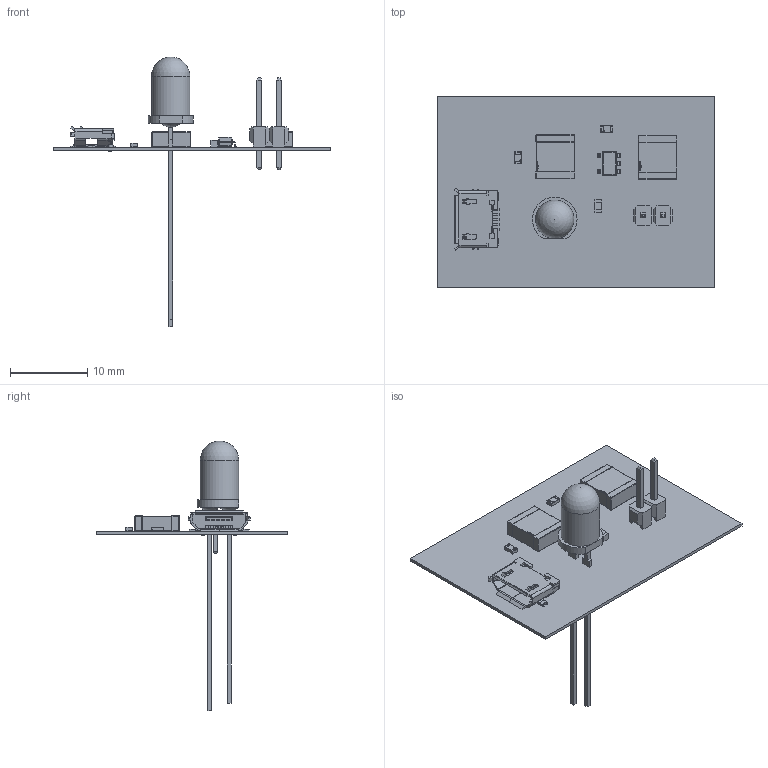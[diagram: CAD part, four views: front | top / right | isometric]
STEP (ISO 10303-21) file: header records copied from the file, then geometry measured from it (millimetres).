
FILE_DESCRIPTION(('Open CASCADE Model'),'2;1');
FILE_NAME('Open CASCADE Shape Model','2021-11-16T18:33:49',('Author'),( 'Open CASCADE'),'Open CASCADE STEP processor 6.8','Open CASCADE 6.8' ,'Unknown');
FILE_SCHEMA(('AUTOMOTIVE_DESIGN { 1 0 10303 214 1 1 1 1 }'));
Length unit declared in the file: millimetre
Products named in the file (40): PCB; Board; Open CASCADE STEP translator 6.8 1.1.1; vregulator; 6284858512; Body; Open_CASCADE_STEP_translator_6.8_14.1.1; Leader; res1; Res_Vishay_CRCW06033M90FKEC_eec; 1; 2; 3; Vishay_logo_-_Copy; Vishay_logo; res2; C3; 5878784432; Extruded; 5878790752; C2; Cap_Murata_GRM55D7U2H333JW31K_eec; Terminals; Center; Murata; C1; uUSB_port; 629105136821; Shielding; Insulator; Pin; red_LED; WL-TMRW_5mm; output; Conn_Harwin_M20-9990246_eec; m20-9990246_asm; M20-999-MOULD; M20-999-PIN; Harwin_Logo_Yury
Assembly tree (51 placements, depth 5):
  PCB
    Board
      Open CASCADE STEP translator 6.8 1.1.1
    vregulator
      6284858512
        Body
          Open_CASCADE_STEP_translator_6.8_14.1.1
        Leader  x5
    res1
      Res_Vishay_CRCW06033M90FKEC_eec
        1
        2
        3
        Vishay_logo_-_Copy
        Vishay_logo
    res2
      Res_Vishay_CRCW06033M90FKEC_eec
        1
        2
        3
        Vishay_logo_-_Copy
        Vishay_logo
    C3
      5878784432
        Extruded
      5878790752  x2
        Extruded
    C2
      Cap_Murata_GRM55D7U2H333JW31K_eec
        Terminals
        Center
        Murata
    C1
      Cap_Murata_GRM55D7U2H333JW31K_eec
        Terminals
        Center
        Murata
    uUSB_port
      629105136821
        Shielding
        Insulator
        Pin  x5
    red_LED
      WL-TMRW_5mm
    output
      Conn_Harwin_M20-9990246_eec
        m20-9990246_asm
          M20-999-MOULD
          M20-999-PIN  x2
        Harwin_Logo_Yury
Bounding box: 36 x 24.9 x 35 mm (x, y, z)
Volume: 734.1 mm3; surface area: 2878 mm2
Topology: 61 solids, 61 shells, 1560 faces, 4017 edges, 2556 vertices
Faces by surface type: plane 1013, cylinder 458, bspline 56, sphere 31, cone 2
Full cylindrical faces by diameter (mm): 0.6 x2, 5 x1
Entity records: 37489 total; most frequent: CARTESIAN_POINT 6649, ORIENTED_EDGE 5368, DIRECTION 5289, EDGE_CURVE 2684, LINE 2007, VECTOR 2007, VERTEX_POINT 1718, AXIS2_PLACEMENT_3D 1641
